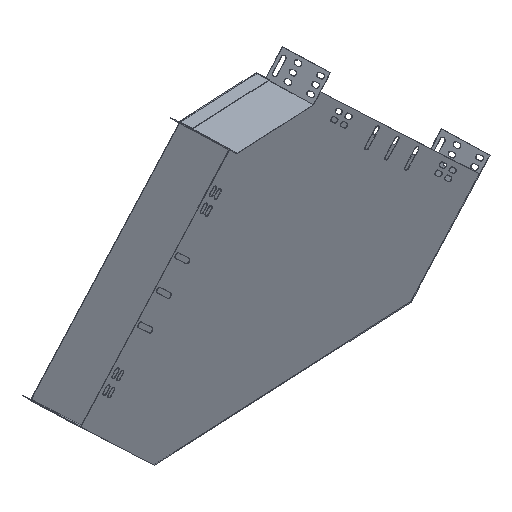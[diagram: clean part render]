
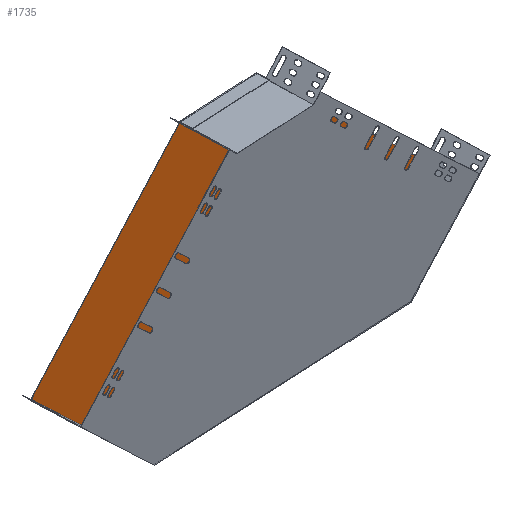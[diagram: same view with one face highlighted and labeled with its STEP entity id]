
A CAD part, isometric view. The second image highlights one B-rep face of the part: STEP entity #1735.
In plain terms, the highlighted planar face has unit normal (0.022, -1, 0.006).
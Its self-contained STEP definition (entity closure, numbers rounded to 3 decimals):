
#155 = CARTESIAN_POINT ( 'NONE',  ( 178.321, 111.988, 81.824 ) ) ;
#170 = ORIENTED_EDGE ( 'NONE', *, *, #2048, .T. ) ;
#362 = VECTOR ( 'NONE', #7440, 1000. ) ;
#375 = EDGE_CURVE ( 'NONE', #7603, #847, #4035, .T. ) ;
#639 = ORIENTED_EDGE ( 'NONE', *, *, #1655, .F. ) ;
#682 = EDGE_CURVE ( 'NONE', #2188, #6044, #5975, .T. ) ;
#811 = DIRECTION ( 'NONE',  ( 0.999, 0.022, 0.027 ) ) ;
#840 = EDGE_LOOP ( 'NONE', ( #3133, #8093, #170, #2222, #5126, #4440, #639, #3734, #920, #4121 ) ) ;
#843 = VECTOR ( 'NONE', #4029, 1000. ) ;
#847 = VERTEX_POINT ( 'NONE', #6187 ) ;
#920 = ORIENTED_EDGE ( 'NONE', *, *, #5819, .T. ) ;
#1077 = CARTESIAN_POINT ( 'NONE',  ( 178.321, 111.988, 81.824 ) ) ;
#1358 = EDGE_CURVE ( 'NONE', #6044, #5247, #1799, .T. ) ;
#1413 = CARTESIAN_POINT ( 'NONE',  ( -112.757, 107.407, 357.602 ) ) ;
#1527 = CARTESIAN_POINT ( 'NONE',  ( -529.757, 96.441, 62.178 ) ) ;
#1655 = EDGE_CURVE ( 'NONE', #4920, #2188, #5973, .T. ) ;
#1717 = EDGE_CURVE ( 'NONE', #3455, #5247, #5576, .T. ) ;
#1735 = ADVANCED_FACE ( 'NONE', ( #3369 ), #7471, .T. ) ;
#1770 = VECTOR ( 'NONE', #7757, 1000. ) ;
#1790 = VECTOR ( 'NONE', #811, 1000. ) ;
#1799 = LINE ( 'NONE', #7464, #3381 ) ;
#2015 = CARTESIAN_POINT ( 'NONE',  ( 178.321, 111.988, 81.824 ) ) ;
#2035 = CARTESIAN_POINT ( 'NONE',  ( 64.145, 108.729, -39.254 ) ) ;
#2048 = EDGE_CURVE ( 'NONE', #7082, #3455, #7271, .T. ) ;
#2188 = VERTEX_POINT ( 'NONE', #1077 ) ;
#2210 = VECTOR ( 'NONE', #8101, 1000. ) ;
#2212 = DIRECTION ( 'NONE',  ( 0.022, -1., 0.006 ) ) ;
#2222 = ORIENTED_EDGE ( 'NONE', *, *, #1717, .T. ) ;
#2331 = EDGE_CURVE ( 'NONE', #7082, #7603, #3252, .T. ) ;
#2785 = EDGE_CURVE ( 'NONE', #4012, #847, #5729, .T. ) ;
#2855 = CARTESIAN_POINT ( 'NONE',  ( 178.335, 111.985, 81.324 ) ) ;
#3050 = VECTOR ( 'NONE', #6586, 1000. ) ;
#3133 = ORIENTED_EDGE ( 'NONE', *, *, #375, .F. ) ;
#3195 = CARTESIAN_POINT ( 'NONE',  ( -112.771, 107.41, 358.102 ) ) ;
#3196 = AXIS2_PLACEMENT_3D ( 'NONE', #155, #2212, #6851 ) ;
#3252 = LINE ( 'NONE', #7854, #3050 ) ;
#3369 = FACE_OUTER_BOUND ( 'NONE', #840, .T. ) ;
#3381 = VECTOR ( 'NONE', #6167, 1000. ) ;
#3455 = VERTEX_POINT ( 'NONE', #3852 ) ;
#3567 = LINE ( 'NONE', #7092, #1770 ) ;
#3734 = ORIENTED_EDGE ( 'NONE', *, *, #8160, .F. ) ;
#3828 = CARTESIAN_POINT ( 'NONE',  ( -529.757, 96.441, 62.178 ) ) ;
#3852 = CARTESIAN_POINT ( 'NONE',  ( -409.188, 98.339, -52.053 ) ) ;
#3861 = DIRECTION ( 'NONE',  ( 0.027, -0.006, -1. ) ) ;
#4012 = VERTEX_POINT ( 'NONE', #4506 ) ;
#4029 = DIRECTION ( 'NONE',  ( 0.027, -0.006, -1. ) ) ;
#4035 = LINE ( 'NONE', #4177, #5592 ) ;
#4121 = ORIENTED_EDGE ( 'NONE', *, *, #2785, .T. ) ;
#4177 = CARTESIAN_POINT ( 'NONE',  ( -254.093, 104.305, 353.78 ) ) ;
#4440 = ORIENTED_EDGE ( 'NONE', *, *, #682, .F. ) ;
#4452 = VECTOR ( 'NONE', #6084, 1000. ) ;
#4506 = CARTESIAN_POINT ( 'NONE',  ( -254.106, 104.308, 354.28 ) ) ;
#4624 = VERTEX_POINT ( 'NONE', #3195 ) ;
#4684 = VECTOR ( 'NONE', #3861, 1000. ) ;
#4920 = VERTEX_POINT ( 'NONE', #6808 ) ;
#5126 = ORIENTED_EDGE ( 'NONE', *, *, #1358, .F. ) ;
#5247 = VERTEX_POINT ( 'NONE', #2035 ) ;
#5576 = LINE ( 'NONE', #6175, #1790 ) ;
#5592 = VECTOR ( 'NONE', #8057, 1000. ) ;
#5729 = LINE ( 'NONE', #7412, #362 ) ;
#5819 = EDGE_CURVE ( 'NONE', #4624, #4012, #3567, .T. ) ;
#5973 = LINE ( 'NONE', #1413, #4452 ) ;
#5975 = LINE ( 'NONE', #2015, #843 ) ;
#6044 = VERTEX_POINT ( 'NONE', #2855 ) ;
#6084 = DIRECTION ( 'NONE',  ( 0.726, 0.011, -0.688 ) ) ;
#6167 = DIRECTION ( 'NONE',  ( -0.687, -0.02, -0.726 ) ) ;
#6175 = CARTESIAN_POINT ( 'NONE',  ( 64.145, 108.729, -39.254 ) ) ;
#6187 = CARTESIAN_POINT ( 'NONE',  ( -254.093, 104.305, 353.78 ) ) ;
#6586 = DIRECTION ( 'NONE',  ( -0.027, 0.006, 1. ) ) ;
#6808 = CARTESIAN_POINT ( 'NONE',  ( -112.757, 107.407, 357.602 ) ) ;
#6816 = LINE ( 'NONE', #7118, #4684 ) ;
#6851 = DIRECTION ( 'NONE',  ( 0.027, -0.006, -1. ) ) ;
#7082 = VERTEX_POINT ( 'NONE', #3828 ) ;
#7092 = CARTESIAN_POINT ( 'NONE',  ( -254.106, 104.308, 354.28 ) ) ;
#7118 = CARTESIAN_POINT ( 'NONE',  ( -112.771, 107.41, 358.102 ) ) ;
#7271 = LINE ( 'NONE', #1527, #2210 ) ;
#7412 = CARTESIAN_POINT ( 'NONE',  ( -254.106, 104.308, 354.28 ) ) ;
#7440 = DIRECTION ( 'NONE',  ( 0.027, -0.006, -1. ) ) ;
#7464 = CARTESIAN_POINT ( 'NONE',  ( 178.335, 111.985, 81.324 ) ) ;
#7471 = PLANE ( 'NONE',  #3196 ) ;
#7508 = CARTESIAN_POINT ( 'NONE',  ( -529.771, 96.444, 62.677 ) ) ;
#7603 = VERTEX_POINT ( 'NONE', #7508 ) ;
#7757 = DIRECTION ( 'NONE',  ( -0.999, -0.022, -0.027 ) ) ;
#7854 = CARTESIAN_POINT ( 'NONE',  ( -529.757, 96.441, 62.178 ) ) ;
#8057 = DIRECTION ( 'NONE',  ( 0.687, 0.02, 0.726 ) ) ;
#8093 = ORIENTED_EDGE ( 'NONE', *, *, #2331, .F. ) ;
#8101 = DIRECTION ( 'NONE',  ( 0.726, 0.011, -0.688 ) ) ;
#8160 = EDGE_CURVE ( 'NONE', #4624, #4920, #6816, .T. ) ;
